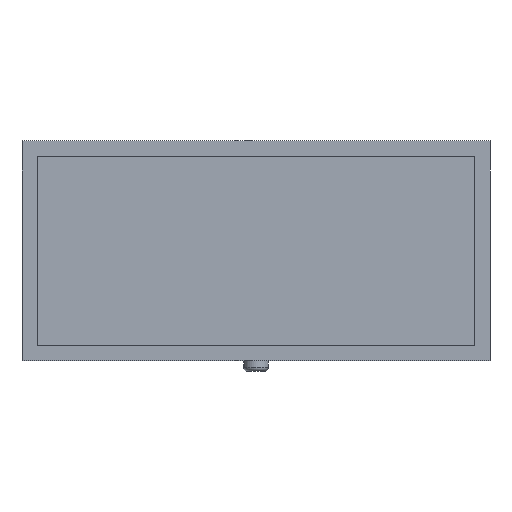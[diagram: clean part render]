
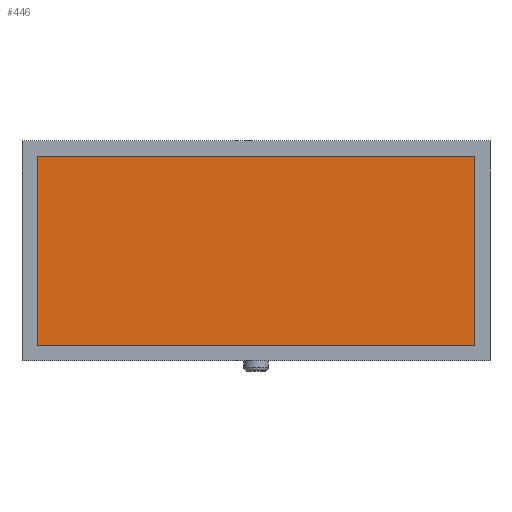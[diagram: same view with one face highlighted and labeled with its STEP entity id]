
A CAD part, front view. The second image highlights one B-rep face of the part: STEP entity #446.
In plain terms, the highlighted planar face has unit normal (0, -1, 0).
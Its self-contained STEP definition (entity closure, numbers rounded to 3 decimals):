
#45=ORIENTED_EDGE('',*,*,#115,.T.);
#46=ORIENTED_EDGE('',*,*,#116,.T.);
#47=ORIENTED_EDGE('',*,*,#117,.T.);
#48=ORIENTED_EDGE('',*,*,#118,.T.);
#115=EDGE_CURVE('',#150,#151,#181,.T.);
#116=EDGE_CURVE('',#151,#152,#182,.T.);
#117=EDGE_CURVE('',#152,#153,#183,.T.);
#118=EDGE_CURVE('',#153,#150,#184,.T.);
#150=VERTEX_POINT('',#597);
#151=VERTEX_POINT('',#598);
#152=VERTEX_POINT('',#600);
#153=VERTEX_POINT('',#602);
#181=LINE('',#596,#217);
#182=LINE('',#599,#218);
#183=LINE('',#601,#219);
#184=LINE('',#603,#220);
#217=VECTOR('',#513,1000.);
#218=VECTOR('',#514,1000.);
#219=VECTOR('',#515,1000.);
#220=VECTOR('',#516,1000.);
#246=EDGE_LOOP('',(#45,#46,#47,#48));
#270=FACE_BOUND('',#246,.T.);
#294=PLANE('',#470);
#446=ADVANCED_FACE('',(#270),#294,.T.);
#470=AXIS2_PLACEMENT_3D('',#595,#511,#512);
#511=DIRECTION('',(0.,-1.,0.));
#512=DIRECTION('',(0.,0.,-1.));
#513=DIRECTION('',(0.,0.,-1.));
#514=DIRECTION('',(1.,0.,0.));
#515=DIRECTION('',(0.,0.,1.));
#516=DIRECTION('',(-1.,0.,0.));
#595=CARTESIAN_POINT('',(0.,1.,0.));
#596=CARTESIAN_POINT('',(-115.5,1.,50.));
#597=CARTESIAN_POINT('',(-115.5,1.,50.));
#598=CARTESIAN_POINT('',(-115.5,1.,-50.));
#599=CARTESIAN_POINT('',(-115.5,1.,-50.));
#600=CARTESIAN_POINT('',(115.5,1.,-50.));
#601=CARTESIAN_POINT('',(115.5,1.,-50.));
#602=CARTESIAN_POINT('',(115.5,1.,50.));
#603=CARTESIAN_POINT('',(115.5,1.,50.));
